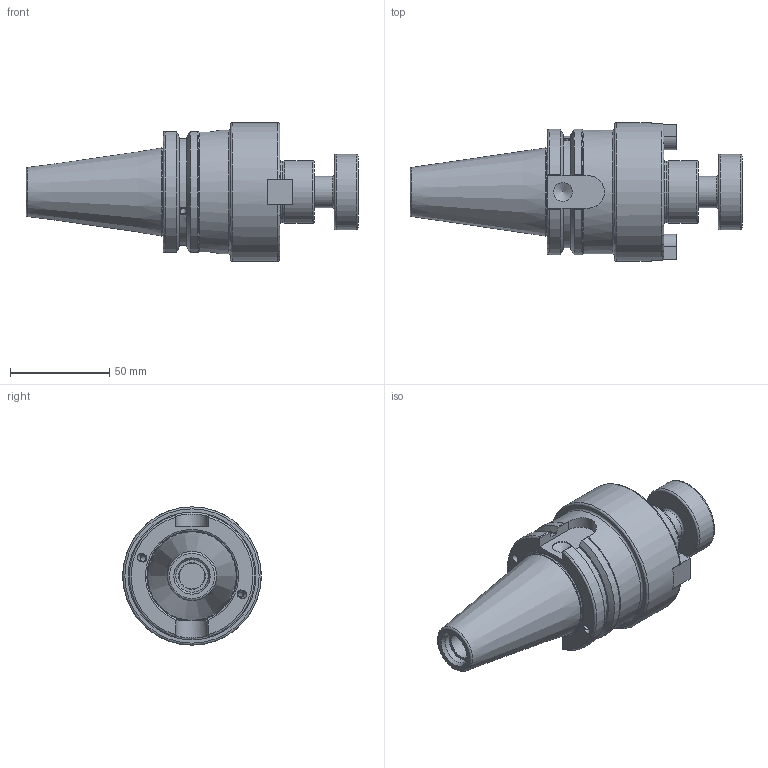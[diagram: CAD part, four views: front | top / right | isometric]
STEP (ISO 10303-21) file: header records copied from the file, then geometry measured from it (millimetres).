
FILE_DESCRIPTION(/* description */ (''),/* implementation_level */ '2;1');
FILE_NAME(/* name */ 'EB032.stp',/* time_stamp */ '2023-04-13T13:47:49+09:00',/* author */ ('eos'),/* organization */ (''),/* preprocessor_version */ 'ST-DEVELOPER v18.1',/* originating_system */ 'Autodesk Inventor 2022',/* authorisation */ '');
FILE_SCHEMA (('AUTOMOTIVE_DESIGN { 1 0 10303 214 3 1 1 }'));
Length unit declared in the file: millimetre
Products named in the file (5): CCT40ADB-SMA12.7-119.888; CAT50; SMA27-DRIV EKEY-SECO; #5485; COLLAR BOLT-UNF3_8-24x24L
Assembly tree (4 placements, depth 2):
  CCT40ADB-SMA12.7-119.888
    CAT50
    SMA27-DRIV EKEY-SECO  x2
    COLLAR BOLT-UNF3_8-24x24L
  #5485
Bounding box: 167.67 x 69.85 x 69.85 mm (x, y, z)
Volume: 271791.8 mm3; surface area: 45385.7 mm2
Topology: 6 solids, 6 shells, 185 faces, 472 edges, 308 vertices
Faces by surface type: plane 90, cylinder 50, cone 24, torus 21
Full cylindrical faces by diameter (mm): 3.242 x6, 3.683 x2, 4 x2, 4.2 x2, 4.826 x2, 5.5 x2, 7.925 x2, 8.7 x2, 9.525 x1, 12.7 x1, 13 x1, 13.386 x1, 14.351 x1, 15.875 x1, 16.3 x1, 16.5 x1, 31.25 x1, 31.75 x1, 38.1 x1, 43.8 x1, 62.5 x1, 69.85 x1
Entity records: 5451 total; most frequent: CARTESIAN_POINT 1303, DIRECTION 859, ORIENTED_EDGE 822, EDGE_CURVE 411, AXIS2_PLACEMENT_3D 343, VERTEX_POINT 272, EDGE_LOOP 187, LINE 173
